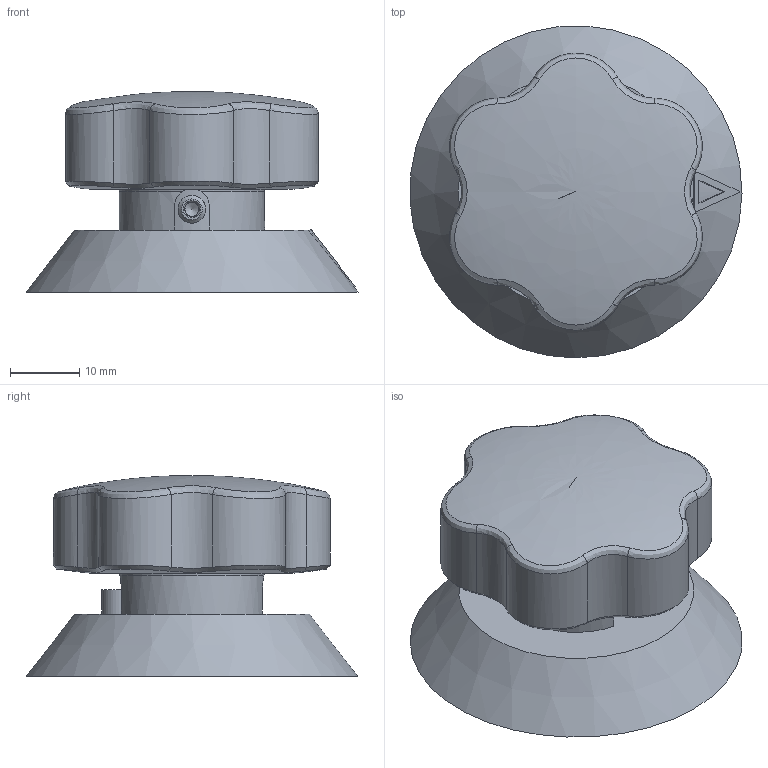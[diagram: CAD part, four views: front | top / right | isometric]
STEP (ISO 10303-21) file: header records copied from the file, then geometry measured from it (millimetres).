
FILE_DESCRIPTION(/* description */ ('File step'),/* implementation_level */ '2;1');
FILE_NAME(/* name */ '6129015',/* time_stamp */ '2022-01-24T10:35:57+01:00',/* author */ ('Zorzan D.'),/* organization */ ('Gamm Srl.'),/* preprocessor_version */ 'ST-DEVELOPER v16.7',/* originating_system */ 'Solid Edge',/* authorisation */ 'Unknown');
FILE_SCHEMA (('CONFIG_CONTROL_DESIGN'));
Length unit declared in the file: millimetre
Products named in the file (1): Parte5
Bounding box: 47.96 x 47.96 x 29.01 mm (x, y, z)
Volume: 17290 mm3; surface area: 10182.8 mm2
Topology: 1 solids, 1 shells, 180 faces, 487 edges, 308 vertices
Faces by surface type: plane 69, cylinder 47, cone 28, bspline 25, torus 11
Full cylindrical faces by diameter (mm): 3.242 x1, 4 x1, 5 x1, 6 x1, 10.2 x1, 10.6 x1
Entity records: 7457 total; most frequent: CARTESIAN_POINT 2168, ORIENTED_EDGE 888, DIRECTION 721, EDGE_CURVE 444, AXIS2_PLACEMENT_3D 293, VERTEX_POINT 292, FACE_BOUND 220, EDGE_LOOP 217
